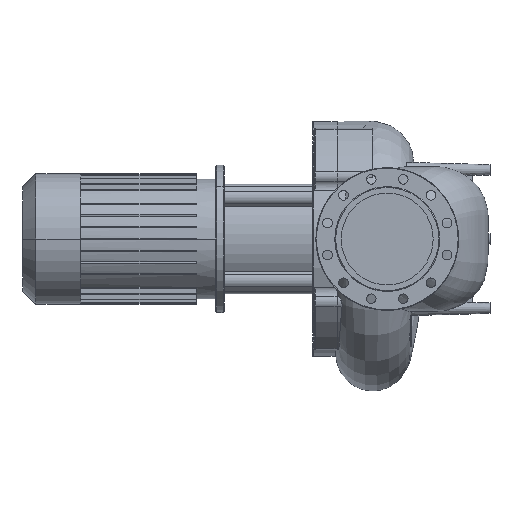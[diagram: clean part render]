
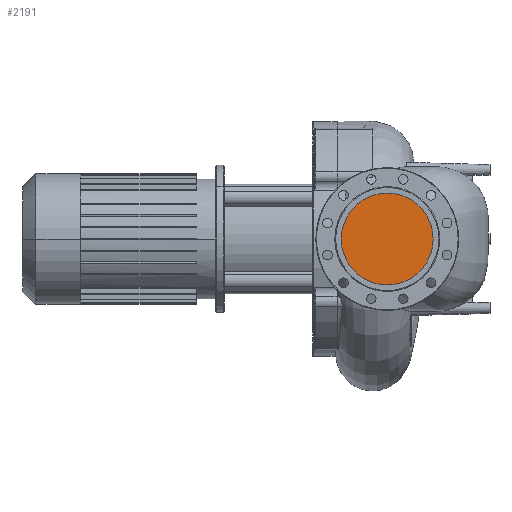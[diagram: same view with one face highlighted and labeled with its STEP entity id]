
A CAD part, left-side view. The second image highlights one B-rep face of the part: STEP entity #2191.
In plain terms, the highlighted free-form (B-spline) face has degree [1, 1] with [2, 2] control points.
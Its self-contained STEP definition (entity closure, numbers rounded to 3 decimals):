
#151=CARTESIAN_POINT('',(10.,-109.55,0.0));
#152=VERTEX_POINT('',#151);
#161=CARTESIAN_POINT('',(10.,109.55,0.));
#162=VERTEX_POINT('',#161);
#163=CARTESIAN_POINT('',(10.,0.,0.0));
#164=DIRECTION('',(-1.0,0.0,0.0));
#165=DIRECTION('',(0.0,-1.0,0.0));
#166=AXIS2_PLACEMENT_3D('',#163,#164,#165);
#167=CIRCLE('',#166,109.55);
#168=EDGE_CURVE('',#162,#152,#167,.T.);
#2176=CARTESIAN_POINT('',(10.,-109.55,-109.55));
#2177=CARTESIAN_POINT('',(10.,-109.55,109.55));
#2178=CARTESIAN_POINT('',(10.,109.55,-109.55));
#2179=CARTESIAN_POINT('',(10.,109.55,109.55));
#2180=B_SPLINE_SURFACE_WITH_KNOTS('',1,1,((#2176,#2178),(#2177,#2179)),.UNSPECIFIED.,.F.,.F.,.U.,(2,2),(2,2),(0.0,219.1),(0.0,219.1),.UNSPECIFIED.);
#2181=CARTESIAN_POINT('',(10.,0.,0.0));
#2182=DIRECTION('',(-1.0,0.0,0.0));
#2183=DIRECTION('',(0.0,-1.0,0.0));
#2184=AXIS2_PLACEMENT_3D('',#2181,#2182,#2183);
#2185=CIRCLE('',#2184,109.55);
#2186=EDGE_CURVE('',#152,#162,#2185,.T.);
#2187=ORIENTED_EDGE('',*,*,#2186,.T.);
#2188=ORIENTED_EDGE('',*,*,#168,.T.);
#2189=EDGE_LOOP('',(#2187,#2188));
#2190=FACE_OUTER_BOUND('',#2189,.T.);
#2191=ADVANCED_FACE('',(#2190),#2180,.T.);
